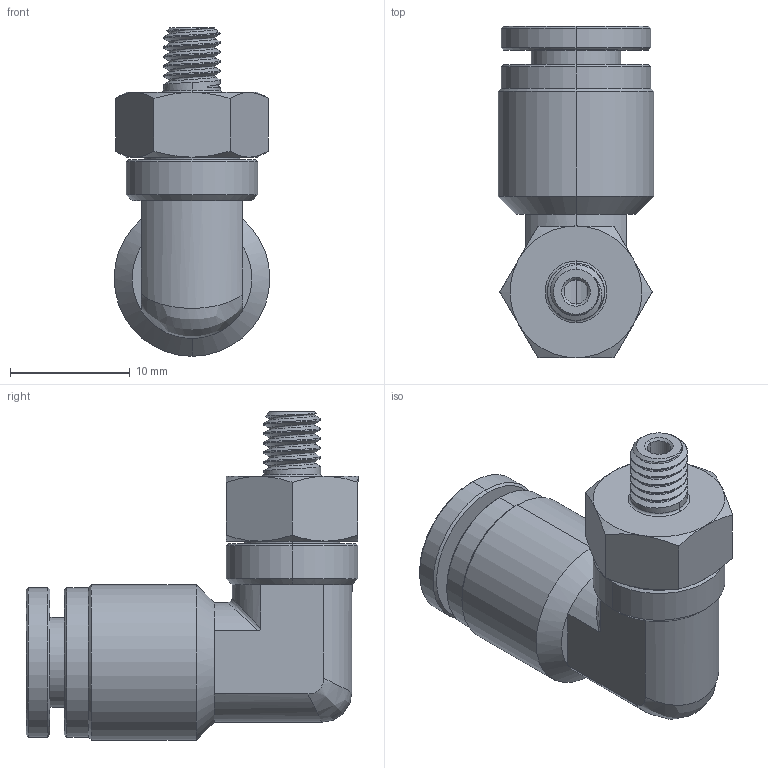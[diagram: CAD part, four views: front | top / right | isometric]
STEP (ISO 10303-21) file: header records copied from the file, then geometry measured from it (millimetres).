
FILE_DESCRIPTION (( 'STEP AP214' ), '1' );
FILE_NAME ('MES1-4-10-32W.STEP', '2018-07-20T16:38:07', ( '' ), ( '' ), 'SwSTEP 2.0', 'SolidWorks 2016', '' );
FILE_SCHEMA (( 'AUTOMOTIVE_DESIGN' ));
Length unit declared in the file: millimetre
Products named in the file (1): MES1-4-10-32W
Bounding box: 13 x 27.71 x 27.42 mm (x, y, z)
Volume: 2723.9 mm3; surface area: 4236 mm2
Topology: 7 solids, 7 shells, 432 faces, 1134 edges, 728 vertices
Faces by surface type: plane 145, cone 135, cylinder 99, bspline 49, torus 4
Entity records: 20749 total; most frequent: CARTESIAN_POINT 5989, ORIENTED_EDGE 2264, DIRECTION 1846, EDGE_CURVE 1132, AXIS2_PLACEMENT_3D 751, VERTEX_POINT 728, EDGE_LOOP 460, UNCERTAINTY_MEASURE_WITH_UNIT 441
